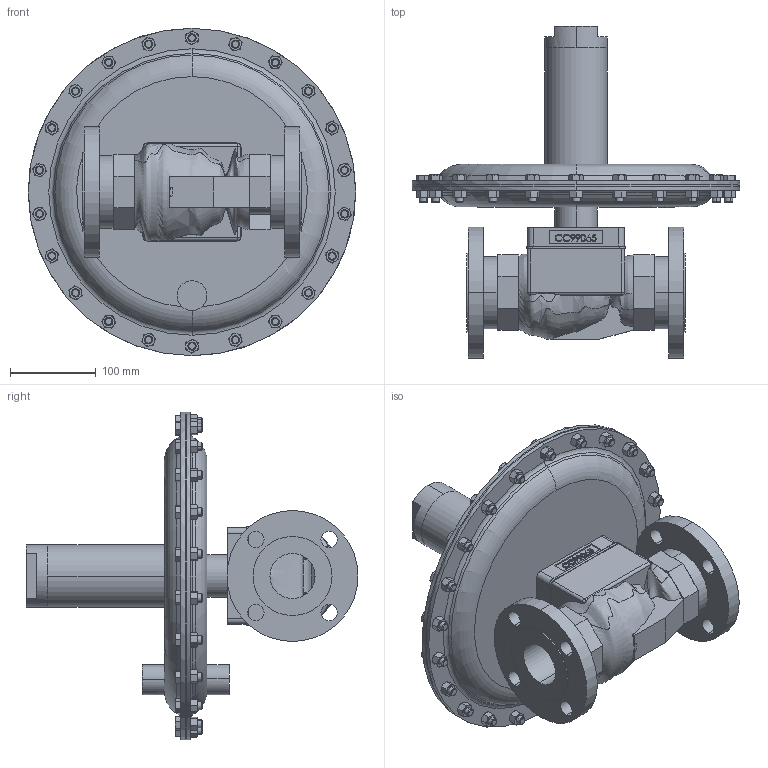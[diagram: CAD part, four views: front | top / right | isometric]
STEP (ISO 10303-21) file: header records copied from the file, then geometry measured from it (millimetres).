
FILE_DESCRIPTION (( 'STEP AP203' ), '1' );
FILE_NAME ('608-200-BR+CS+S6-I5.STEP', '2017-09-08T17:53:37', ( '' ), ( '' ), 'SwSTEP 2.0', 'SolidWorks 2014', '' );
FILE_SCHEMA (( 'CONFIG_CONTROL_DESIGN' ));
Length unit declared in the file: inch
Products named in the file (1): 608-200-BR+CS+S6-I5
Bounding box: 381 x 386.36 x 381 mm (x, y, z)
Volume: 6789784.7 mm3; surface area: 562429.1 mm2
Topology: 1 solids, 1 shells, 1251 faces, 2929 edges, 1778 vertices
Faces by surface type: plane 511, cone 455, cylinder 131, bspline 121, torus 25, sphere 8
Entity records: 67891 total; most frequent: CARTESIAN_POINT 41287, ORIENTED_EDGE 5852, DIRECTION 4880, EDGE_CURVE 2926, AXIS2_PLACEMENT_3D 1952, VERTEX_POINT 1778, EDGE_LOOP 1370, FACE_OUTER_BOUND 1251
